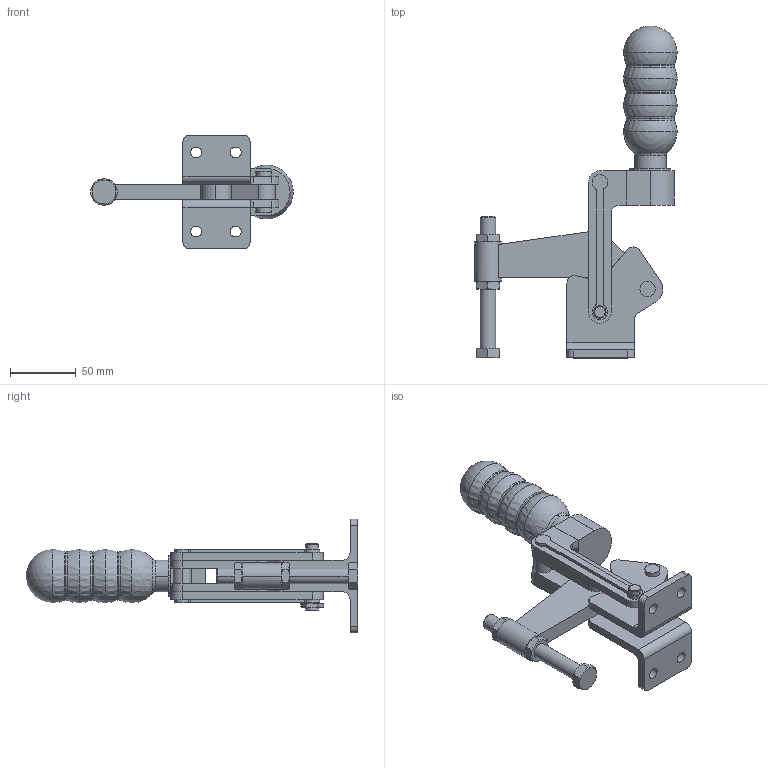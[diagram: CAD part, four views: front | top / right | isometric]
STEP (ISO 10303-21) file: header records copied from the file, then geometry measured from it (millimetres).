
FILE_DESCRIPTION( ( '' ), '1' );
FILE_NAME( 'K0066.1200 (GESCHLOSSEN).stp', '2012-10-29T15:56:05', ( '' ), ( '' ), ' ', ' ', ' ' );
FILE_SCHEMA( ( 'CONFIG_CONTROL_DESIGN' ) );
Length unit declared in the file: millimetre
Products named in the file (1): 1
Bounding box: 153.68 x 251.96 x 86.52 mm (x, y, z)
Volume: 326798 mm3; surface area: 71650 mm2
Topology: 1 solids, 2 shells, 265 faces, 726 edges, 461 vertices
Faces by surface type: plane 105, cylinder 92, cone 42, torus 18, sphere 8
Entity records: 9009 total; most frequent: CARTESIAN_POINT 2245, DIRECTION 1461, ORIENTED_EDGE 1420, EDGE_CURVE 710, AXIS2_PLACEMENT_3D 573, VERTEX_POINT 461, LINE 315, VECTOR 315
